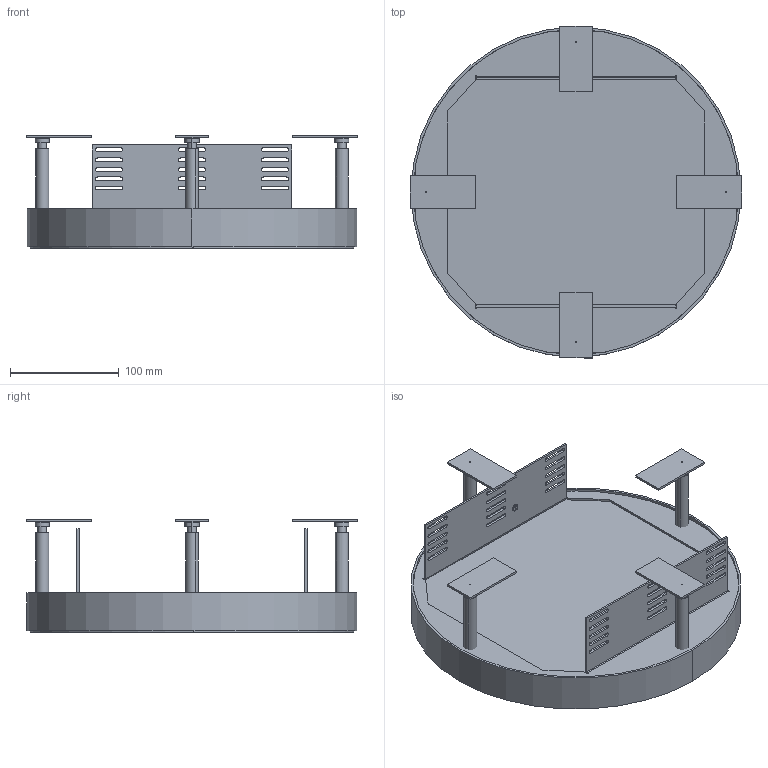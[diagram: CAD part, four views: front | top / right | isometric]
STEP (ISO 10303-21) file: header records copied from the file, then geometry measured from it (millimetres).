
FILE_DESCRIPTION (( 'STEP AP214' ), '1' );
FILE_NAME ('7409112_KSTP.stp', '2017-03-03T06:57:13', ( '' ), ( '' ), 'SwSTEP 2.0', 'SolidWorks 2016', '' );
FILE_SCHEMA (( 'AUTOMOTIVE_DESIGN' ));
Length unit declared in the file: millimetre
Products named in the file (11): 054599_Standard mit Mutter; 041819_L= 70 mm; 041219_Standard; 062060_Blind H= 20 mm; 061266_ H=21; 061600_ RKR 9 (Blind); 063342_Schwerlast H=20; 42389C_Blindniet gek〉zt (Einbausituation) bei 2mm Blech; 053773_43836AA mit Nivellierwinkellochung; 053879_H=35 mm f〉 Blind und Tubus; 7409112_KSTP
Assembly tree (16 placements, depth 3):
  7409112_KSTP
    063342_Schwerlast H=20
      053879_H=35 mm f〉 Blind und Tubus
      053773_43836AA mit Nivellierwinkellochung
      42389C_Blindniet gek〉zt (Einbausituation) bei 2mm Blech  x4
    062060_Blind H= 20 mm
      061600_ RKR 9 (Blind)
      061266_ H=21
    054599_Standard mit Mutter  x4
      041219_Standard
      041819_L= 70 mm
Bounding box: 306 x 306 x 103.9 mm (x, y, z)
Volume: 798185.7 mm3; surface area: 410115 mm2
Topology: 16 solids, 16 shells, 346 faces, 890 edges, 596 vertices
Faces by surface type: plane 200, cylinder 146
Entity records: 9412 total; most frequent: DIRECTION 1570, CARTESIAN_POINT 1542, ORIENTED_EDGE 1492, EDGE_CURVE 746, AXIS2_PLACEMENT_3D 528, VECTOR 514, LINE 514, VERTEX_POINT 500
